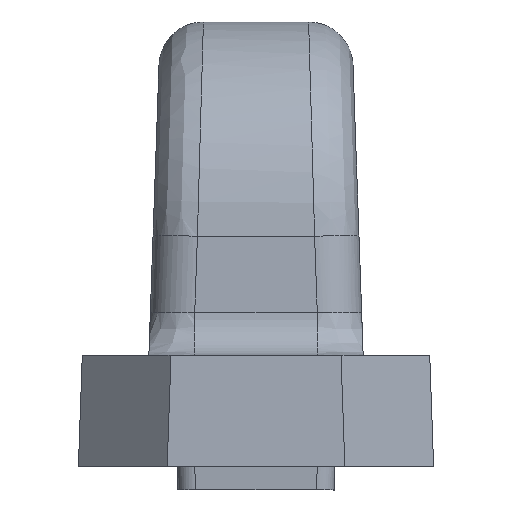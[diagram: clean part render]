
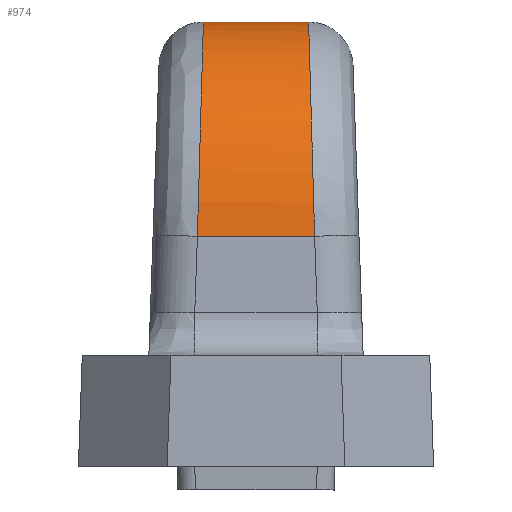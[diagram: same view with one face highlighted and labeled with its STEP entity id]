
A CAD part, left-side view. The second image highlights one B-rep face of the part: STEP entity #974.
In plain terms, the highlighted cylindrical face has radius 6.35 mm (diameter 12.7 mm), a partial arc.
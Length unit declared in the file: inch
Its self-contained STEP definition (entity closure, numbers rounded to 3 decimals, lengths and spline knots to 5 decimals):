
#35=CYLINDRICAL_SURFACE('',#1060,0.25);
#83=B_SPLINE_CURVE_WITH_KNOTS('',3,(#2094,#2095,#2096,#2097,#2098,#2099,
#2100),.UNSPECIFIED.,.F.,.F.,(4,1,1,1,4),(0.,0.2502,0.50023,
0.75015,1.),.UNSPECIFIED.);
#93=B_SPLINE_CURVE_WITH_KNOTS('',3,(#2824,#2825,#2826,#2827,#2828,#2829,
#2830,#2831,#2832,#2833,#2834,#2835,#2836,#2837,#2838,#2839,#2840,#2841,
#2842,#2843,#2844,#2845,#2846),.UNSPECIFIED.,.F.,.F.,(4,2,2,2,2,2,1,1,1,
2,2,2,4),(0.,0.125,0.25,0.375,0.4375,
0.46875,0.48438,0.49219,0.49609,
0.49805,0.5,0.75,1.),.UNSPECIFIED.);
#143=FACE_OUTER_BOUND('',#202,.T.);
#202=EDGE_LOOP('',(#867,#868,#869,#870));
#295=LINE('',#2817,#384);
#298=LINE('',#2822,#387);
#384=VECTOR('',#1267,39.37008);
#387=VECTOR('',#1272,39.37008);
#455=VERTEX_POINT('',#1748);
#457=VERTEX_POINT('',#1957);
#478=VERTEX_POINT('',#2816);
#479=VERTEX_POINT('',#2820);
#561=EDGE_CURVE('',#457,#455,#83,.T.);
#611=EDGE_CURVE('',#478,#455,#295,.T.);
#614=EDGE_CURVE('',#479,#457,#298,.T.);
#615=EDGE_CURVE('',#479,#478,#93,.T.);
#867=ORIENTED_EDGE('',*,*,#611,.T.);
#868=ORIENTED_EDGE('',*,*,#561,.F.);
#869=ORIENTED_EDGE('',*,*,#614,.F.);
#870=ORIENTED_EDGE('',*,*,#615,.T.);
#974=ADVANCED_FACE('',(#143),#35,.T.);
#1060=AXIS2_PLACEMENT_3D('',#2823,#1273,#1274);
#1267=DIRECTION('',(0.,1.,0.));
#1272=DIRECTION('',(0.,1.,0.));
#1273=DIRECTION('center_axis',(0.,-1.,0.));
#1274=DIRECTION('ref_axis',(0.,0.,-1.));
#1748=CARTESIAN_POINT('',(-3.00221,0.03062,0.5));
#1957=CARTESIAN_POINT('',(-3.25206,0.03736,0.25872));
#2094=CARTESIAN_POINT('Ctrl Pts',(-3.25206,0.03736,
0.25872));
#2095=CARTESIAN_POINT('Ctrl Pts',(-3.25095,0.03647,
0.29051));
#2096=CARTESIAN_POINT('Ctrl Pts',(-3.23629,0.03469,
0.35427));
#2097=CARTESIAN_POINT('Ctrl Pts',(-3.18019,0.03246,
0.43427));
#2098=CARTESIAN_POINT('Ctrl Pts',(-3.0983,0.03097,
0.48756));
#2099=CARTESIAN_POINT('Ctrl Pts',(-3.03401,0.03062,
0.5));
#2100=CARTESIAN_POINT('Ctrl Pts',(-3.00221,0.03062,
0.5));
#2816=CARTESIAN_POINT('',(-3.00221,-0.08789,0.5));
#2817=CARTESIAN_POINT('',(-3.00221,0.09506,0.5));
#2820=CARTESIAN_POINT('',(-3.25206,-0.09463,0.25872));
#2822=CARTESIAN_POINT('',(-3.25206,0.092,0.25872));
#2823=CARTESIAN_POINT('Origin',(-3.00221,0.09506,0.25));
#2824=CARTESIAN_POINT('Ctrl Pts',(-3.25206,-0.09463,
0.25872));
#2825=CARTESIAN_POINT('Ctrl Pts',(-3.25134,-0.09406,
0.2792));
#2826=CARTESIAN_POINT('Ctrl Pts',(-3.24815,-0.09353,
0.29843));
#2827=CARTESIAN_POINT('Ctrl Pts',(-3.23851,-0.09256,
0.33362));
#2828=CARTESIAN_POINT('Ctrl Pts',(-3.23208,-0.09212,
0.34959));
#2829=CARTESIAN_POINT('Ctrl Pts',(-3.21751,-0.09132,
0.37807));
#2830=CARTESIAN_POINT('Ctrl Pts',(-3.20938,-0.09097,
0.3906));
#2831=CARTESIAN_POINT('Ctrl Pts',(-3.19688,-0.0905,
0.40701));
#2832=CARTESIAN_POINT('Ctrl Pts',(-3.19266,-0.09036,
0.41208));
#2833=CARTESIAN_POINT('Ctrl Pts',(-3.18634,-0.09016,
0.41913));
#2834=CARTESIAN_POINT('Ctrl Pts',(-3.18423,-0.09009,
0.42139));
#2835=CARTESIAN_POINT('Ctrl Pts',(-3.18109,-0.09,
0.42465));
#2836=CARTESIAN_POINT('Ctrl Pts',(-3.17953,-0.08996,
0.42625));
#2837=CARTESIAN_POINT('Ctrl Pts',(-3.17771,-0.08991,
0.42805));
#2838=CARTESIAN_POINT('Ctrl Pts',(-3.1768,-0.08988,
0.42894));
#2839=CARTESIAN_POINT('Ctrl Pts',(-3.17641,-0.08987,
0.42932));
#2840=CARTESIAN_POINT('Ctrl Pts',(-3.17615,-0.08986,
0.42957));
#2841=CARTESIAN_POINT('Ctrl Pts',(-3.17608,-0.08986,
0.42963));
#2842=CARTESIAN_POINT('Ctrl Pts',(-3.15158,-0.0892,
0.4533));
#2843=CARTESIAN_POINT('Ctrl Pts',(-3.12316,-0.08871,
0.47112));
#2844=CARTESIAN_POINT('Ctrl Pts',(-3.06356,-0.08805,
0.49446));
#2845=CARTESIAN_POINT('Ctrl Pts',(-3.03241,-0.08789,
0.5));
#2846=CARTESIAN_POINT('Ctrl Pts',(-3.00221,-0.08789,
0.5));
